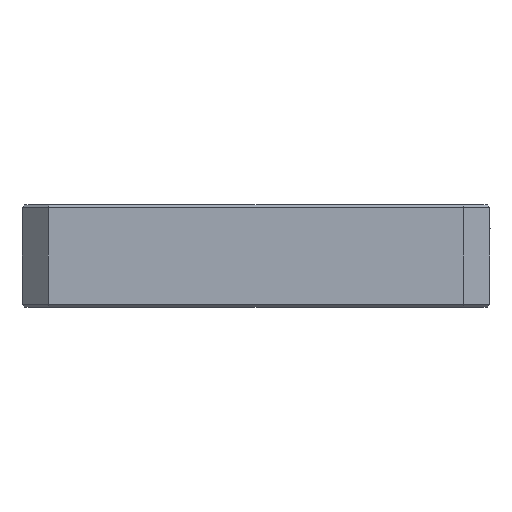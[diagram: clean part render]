
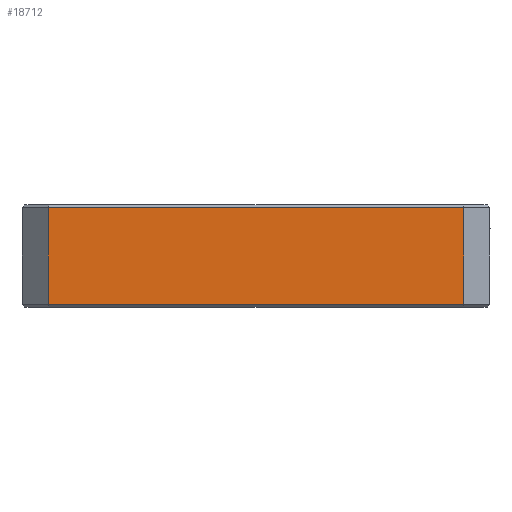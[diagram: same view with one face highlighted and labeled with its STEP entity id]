
A CAD part, left-side view. The second image highlights one B-rep face of the part: STEP entity #18712.
In plain terms, the highlighted planar face has unit normal (-1, 0, 0).
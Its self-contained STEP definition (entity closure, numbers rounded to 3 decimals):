
#2=DIRECTION('',(0.,0.,1.));
#3=VECTOR('',#2,8.382);
#4=CARTESIAN_POINT('',(-4.527,4.76,25.598));
#5=LINE('',#4,#3);
#6=DIRECTION('',(0.,0.,1.));
#7=VECTOR('',#6,8.382);
#8=CARTESIAN_POINT('',(-4.527,40.828,25.598));
#9=LINE('',#8,#7);
#306=DIRECTION('',(0.,-1.,0.));
#307=VECTOR('',#306,36.068);
#308=CARTESIAN_POINT('',(-4.527,40.828,33.98));
#309=LINE('',#308,#307);
#556=DIRECTION('',(0.,1.,0.));
#557=VECTOR('',#556,36.068);
#558=CARTESIAN_POINT('',(-4.527,4.76,25.598));
#559=LINE('',#558,#557);
#17499=CARTESIAN_POINT('',(-4.527,40.828,
25.598));
#17500=CARTESIAN_POINT('',(-4.527,40.828,
33.98));
#17501=VERTEX_POINT('',#17499);
#17502=VERTEX_POINT('',#17500);
#17512=CARTESIAN_POINT('',(-4.527,4.76,
25.598));
#17514=VERTEX_POINT('',#17512);
#17681=CARTESIAN_POINT('',(-4.527,4.76,
33.98));
#17682=VERTEX_POINT('',#17681);
#18697=CARTESIAN_POINT('',(-4.527,40.828,
34.234));
#18698=DIRECTION('',(1.,0.,0.));
#18699=DIRECTION('',(0.,0.,-1.));
#18700=AXIS2_PLACEMENT_3D('',#18697,#18698,#18699);
#18701=PLANE('',#18700);
#18703=ORIENTED_EDGE('',*,*,#18702,.T.);
#18705=ORIENTED_EDGE('',*,*,#18704,.T.);
#18707=ORIENTED_EDGE('',*,*,#18706,.F.);
#18709=ORIENTED_EDGE('',*,*,#18708,.T.);
#18710=EDGE_LOOP('',(#18703,#18705,#18707,#18709));
#18711=FACE_OUTER_BOUND('',#18710,.F.);
#18712=ADVANCED_FACE('',(#18711),#18701,.F.);
#18702=EDGE_CURVE('',#17501,#17502,#9,.T.);
#18704=EDGE_CURVE('',#17502,#17682,#309,.T.);
#18706=EDGE_CURVE('',#17514,#17682,#5,.T.);
#18708=EDGE_CURVE('',#17514,#17501,#559,.T.);
